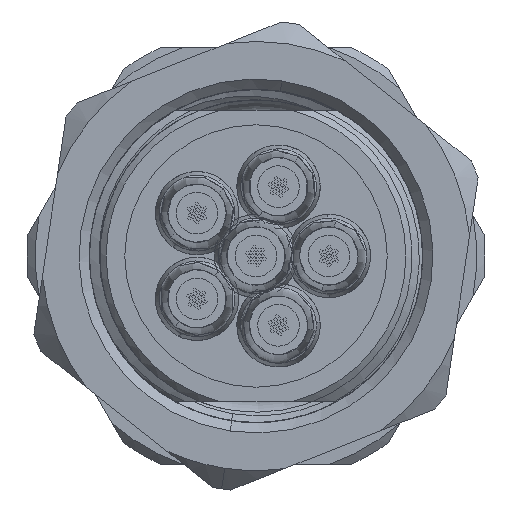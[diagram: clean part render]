
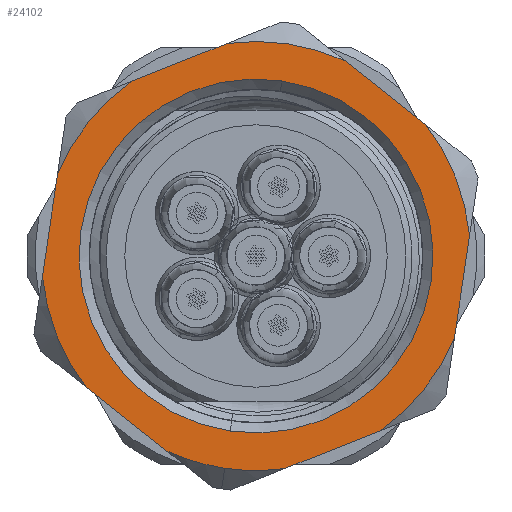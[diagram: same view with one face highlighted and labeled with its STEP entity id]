
A CAD part, left-side view. The second image highlights one B-rep face of the part: STEP entity #24102.
In plain terms, the highlighted planar face has unit normal (-1, 0, 0).
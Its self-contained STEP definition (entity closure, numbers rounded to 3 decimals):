
#432 = ORIENTED_EDGE ( 'NONE', *, *, #31076, .F. ) ;
#1496 = DIRECTION ( 'NONE',  ( -1., 0., 0. ) ) ;
#1561 = AXIS2_PLACEMENT_3D ( 'NONE', #33610, #1496, #25763 ) ;
#1875 = EDGE_CURVE ( 'NONE', #65242, #12027, #14969, .T. ) ;
#2189 = DIRECTION ( 'NONE',  ( 0., 0., -1. ) ) ;
#2571 = CARTESIAN_POINT ( 'NONE',  ( -1., 0., 0. ) ) ;
#2633 = CIRCLE ( 'NONE', #11598, 5.15 ) ;
#4682 = CARTESIAN_POINT ( 'NONE',  ( -1., 0., -5.774 ) ) ;
#4979 = EDGE_LOOP ( 'NONE', ( #9413, #38641 ) ) ;
#5309 = VECTOR ( 'NONE', #47562, 1000. ) ;
#5533 = VERTEX_POINT ( 'NONE', #7864 ) ;
#5716 = VERTEX_POINT ( 'NONE', #8553 ) ;
#7138 = VECTOR ( 'NONE', #43708, 1000. ) ;
#7774 = CARTESIAN_POINT ( 'NONE',  ( -1., 5., 2.887 ) ) ;
#7864 = CARTESIAN_POINT ( 'NONE',  ( -1., 0., 4.25 ) ) ;
#7941 = DIRECTION ( 'NONE',  ( -1., 0., 0. ) ) ;
#8553 = CARTESIAN_POINT ( 'NONE',  ( -1., -3.569, 3.713 ) ) ;
#9413 = ORIENTED_EDGE ( 'NONE', *, *, #11077, .T. ) ;
#9501 = CARTESIAN_POINT ( 'NONE',  ( -1., -5., 1.234 ) ) ;
#11077 = EDGE_CURVE ( 'NONE', #5533, #50126, #53760, .T. ) ;
#11598 = AXIS2_PLACEMENT_3D ( 'NONE', #28783, #12026, #2189 ) ;
#11659 = CIRCLE ( 'NONE', #27293, 5.15 ) ;
#12026 = DIRECTION ( 'NONE',  ( -1., 0., 0. ) ) ;
#12027 = VERTEX_POINT ( 'NONE', #62615 ) ;
#12239 = FACE_BOUND ( 'NONE', #4979, .T. ) ;
#13340 = VERTEX_POINT ( 'NONE', #21788 ) ;
#13664 = VERTEX_POINT ( 'NONE', #24200 ) ;
#14513 = EDGE_LOOP ( 'NONE', ( #34197, #54285, #19484, #30760, #43896, #15311, #29210, #33825, #68658, #58860, #42357, #432, #47588 ) ) ;
#14929 = CIRCLE ( 'NONE', #22767, 5.15 ) ;
#14969 = LINE ( 'NONE', #37222, #30908 ) ;
#15311 = ORIENTED_EDGE ( 'NONE', *, *, #63321, .F. ) ;
#15889 = AXIS2_PLACEMENT_3D ( 'NONE', #38270, #22993, #59544 ) ;
#15972 = DIRECTION ( 'NONE',  ( 0., 0., -1. ) ) ;
#16097 = CARTESIAN_POINT ( 'NONE',  ( -1., 0., 0. ) ) ;
#16309 = CARTESIAN_POINT ( 'NONE',  ( -1., 0., 0. ) ) ;
#18630 = LINE ( 'NONE', #7774, #7138 ) ;
#19412 = EDGE_CURVE ( 'NONE', #65242, #5716, #38359, .T. ) ;
#19484 = ORIENTED_EDGE ( 'NONE', *, *, #41018, .F. ) ;
#20661 = EDGE_CURVE ( 'NONE', #23922, #63773, #28133, .T. ) ;
#21788 = CARTESIAN_POINT ( 'NONE',  ( -1., 1.431, 4.947 ) ) ;
#22767 = AXIS2_PLACEMENT_3D ( 'NONE', #16097, #37331, #57555 ) ;
#22993 = DIRECTION ( 'NONE',  ( -1., 0., 0. ) ) ;
#23922 = VERTEX_POINT ( 'NONE', #55866 ) ;
#23951 = DIRECTION ( 'NONE',  ( 1., 0., 0. ) ) ;
#24102 = ADVANCED_FACE ( 'NONE', ( #12239, #53747 ), #33498, .F. ) ;
#24200 = CARTESIAN_POINT ( 'NONE',  ( -1., -1.431, -4.947 ) ) ;
#24297 = DIRECTION ( 'NONE',  ( 0., 0., -1. ) ) ;
#25567 = EDGE_CURVE ( 'NONE', #50126, #5533, #31096, .T. ) ;
#25763 = DIRECTION ( 'NONE',  ( 0., 0., -1. ) ) ;
#25898 = CARTESIAN_POINT ( 'NONE',  ( -1., 0., 0. ) ) ;
#26987 = VERTEX_POINT ( 'NONE', #62041 ) ;
#27293 = AXIS2_PLACEMENT_3D ( 'NONE', #16309, #42396, #15972 ) ;
#27346 = VERTEX_POINT ( 'NONE', #47803 ) ;
#27861 = CARTESIAN_POINT ( 'NONE',  ( -1., 0., -4.25 ) ) ;
#28133 = CIRCLE ( 'NONE', #15889, 5.15 ) ;
#28534 = VERTEX_POINT ( 'NONE', #61404 ) ;
#28783 = CARTESIAN_POINT ( 'NONE',  ( -1., 0., 0. ) ) ;
#29210 = ORIENTED_EDGE ( 'NONE', *, *, #32377, .T. ) ;
#29908 = DIRECTION ( 'NONE',  ( 0., 0., 1. ) ) ;
#30760 = ORIENTED_EDGE ( 'NONE', *, *, #60430, .T. ) ;
#30908 = VECTOR ( 'NONE', #36878, 1000. ) ;
#31053 = EDGE_CURVE ( 'NONE', #26987, #28534, #2633, .T. ) ;
#31076 = EDGE_CURVE ( 'NONE', #23922, #13340, #18630, .T. ) ;
#31096 = CIRCLE ( 'NONE', #42164, 4.25 ) ;
#32377 = EDGE_CURVE ( 'NONE', #33181, #12027, #14929, .T. ) ;
#33181 = VERTEX_POINT ( 'NONE', #38252 ) ;
#33498 = PLANE ( 'NONE',  #40108 ) ;
#33610 = CARTESIAN_POINT ( 'NONE',  ( -1., 0., 0. ) ) ;
#33825 = ORIENTED_EDGE ( 'NONE', *, *, #1875, .F. ) ;
#34197 = ORIENTED_EDGE ( 'NONE', *, *, #42482, .F. ) ;
#35065 = LINE ( 'NONE', #56344, #35382 ) ;
#35382 = VECTOR ( 'NONE', #29908, 1000. ) ;
#35918 = DIRECTION ( 'NONE',  ( 0., -0.866, -0.5 ) ) ;
#36272 = LINE ( 'NONE', #41475, #39635 ) ;
#36398 = CARTESIAN_POINT ( 'NONE',  ( -1., 1.431, -4.947 ) ) ;
#36878 = DIRECTION ( 'NONE',  ( 0., 0., -1. ) ) ;
#37222 = CARTESIAN_POINT ( 'NONE',  ( -1., -5., 2.887 ) ) ;
#37331 = DIRECTION ( 'NONE',  ( -1., 0., 0. ) ) ;
#37497 = VERTEX_POINT ( 'NONE', #48322 ) ;
#37682 = DIRECTION ( 'NONE',  ( 1., 0., 0. ) ) ;
#38252 = CARTESIAN_POINT ( 'NONE',  ( -1., -3.569, -3.713 ) ) ;
#38270 = CARTESIAN_POINT ( 'NONE',  ( -1., 0., 0. ) ) ;
#38359 = CIRCLE ( 'NONE', #1561, 5.15 ) ;
#38641 = ORIENTED_EDGE ( 'NONE', *, *, #25567, .T. ) ;
#38721 = DIRECTION ( 'NONE',  ( 1., 0., 0. ) ) ;
#39635 = VECTOR ( 'NONE', #35918, 1000. ) ;
#39756 = VECTOR ( 'NONE', #57356, 1000. ) ;
#40108 = AXIS2_PLACEMENT_3D ( 'NONE', #49180, #37682, #43578 ) ;
#40259 = VERTEX_POINT ( 'NONE', #36398 ) ;
#40650 = CARTESIAN_POINT ( 'NONE',  ( -1., 0., 0. ) ) ;
#40934 = LINE ( 'NONE', #4682, #39756 ) ;
#41018 = EDGE_CURVE ( 'NONE', #40259, #28534, #40934, .T. ) ;
#41154 = DIRECTION ( 'NONE',  ( 0., 0., -1. ) ) ;
#41475 = CARTESIAN_POINT ( 'NONE',  ( -1., 0., 5.774 ) ) ;
#42164 = AXIS2_PLACEMENT_3D ( 'NONE', #2571, #23951, #24297 ) ;
#42357 = ORIENTED_EDGE ( 'NONE', *, *, #62819, .T. ) ;
#42396 = DIRECTION ( 'NONE',  ( -1., 0., 0. ) ) ;
#42482 = EDGE_CURVE ( 'NONE', #26987, #63773, #35065, .T. ) ;
#43578 = DIRECTION ( 'NONE',  ( 0., 0., -1. ) ) ;
#43708 = DIRECTION ( 'NONE',  ( 0., -0.866, 0.5 ) ) ;
#43896 = ORIENTED_EDGE ( 'NONE', *, *, #53022, .T. ) ;
#46525 = LINE ( 'NONE', #56971, #5309 ) ;
#47562 = DIRECTION ( 'NONE',  ( 0., 0.866, -0.5 ) ) ;
#47588 = ORIENTED_EDGE ( 'NONE', *, *, #20661, .T. ) ;
#47803 = CARTESIAN_POINT ( 'NONE',  ( -1., -1.431, 4.947 ) ) ;
#48322 = CARTESIAN_POINT ( 'NONE',  ( -1., 0., -5.15 ) ) ;
#49180 = CARTESIAN_POINT ( 'NONE',  ( -1., 0., 0. ) ) ;
#50126 = VERTEX_POINT ( 'NONE', #27861 ) ;
#53022 = EDGE_CURVE ( 'NONE', #37497, #13664, #54105, .T. ) ;
#53241 = CARTESIAN_POINT ( 'NONE',  ( -1., 5., 1.234 ) ) ;
#53747 = FACE_OUTER_BOUND ( 'NONE', #14513, .T. ) ;
#53760 = CIRCLE ( 'NONE', #55930, 4.25 ) ;
#54105 = CIRCLE ( 'NONE', #62969, 5.15 ) ;
#54285 = ORIENTED_EDGE ( 'NONE', *, *, #31053, .T. ) ;
#54399 = CARTESIAN_POINT ( 'NONE',  ( -1., 0., 0. ) ) ;
#55866 = CARTESIAN_POINT ( 'NONE',  ( -1., 3.569, 3.713 ) ) ;
#55930 = AXIS2_PLACEMENT_3D ( 'NONE', #40650, #38721, #62283 ) ;
#56344 = CARTESIAN_POINT ( 'NONE',  ( -1., 5., -2.887 ) ) ;
#56971 = CARTESIAN_POINT ( 'NONE',  ( -1., -5., -2.887 ) ) ;
#57356 = DIRECTION ( 'NONE',  ( 0., 0.866, 0.5 ) ) ;
#57555 = DIRECTION ( 'NONE',  ( 0., 0., -1. ) ) ;
#58860 = ORIENTED_EDGE ( 'NONE', *, *, #61817, .F. ) ;
#59544 = DIRECTION ( 'NONE',  ( 0., 0., -1. ) ) ;
#60430 = EDGE_CURVE ( 'NONE', #40259, #37497, #11659, .T. ) ;
#61404 = CARTESIAN_POINT ( 'NONE',  ( -1., 3.569, -3.713 ) ) ;
#61817 = EDGE_CURVE ( 'NONE', #27346, #5716, #36272, .T. ) ;
#62041 = CARTESIAN_POINT ( 'NONE',  ( -1., 5., -1.234 ) ) ;
#62084 = DIRECTION ( 'NONE',  ( -1., 0., 0. ) ) ;
#62283 = DIRECTION ( 'NONE',  ( 0., 0., -1. ) ) ;
#62615 = CARTESIAN_POINT ( 'NONE',  ( -1., -5., -1.234 ) ) ;
#62819 = EDGE_CURVE ( 'NONE', #27346, #13340, #66505, .T. ) ;
#62969 = AXIS2_PLACEMENT_3D ( 'NONE', #54399, #7941, #64862 ) ;
#63321 = EDGE_CURVE ( 'NONE', #33181, #13664, #46525, .T. ) ;
#63773 = VERTEX_POINT ( 'NONE', #53241 ) ;
#64329 = AXIS2_PLACEMENT_3D ( 'NONE', #25898, #62084, #41154 ) ;
#64862 = DIRECTION ( 'NONE',  ( 0., 0., -1. ) ) ;
#65242 = VERTEX_POINT ( 'NONE', #9501 ) ;
#66505 = CIRCLE ( 'NONE', #64329, 5.15 ) ;
#68658 = ORIENTED_EDGE ( 'NONE', *, *, #19412, .T. ) ;
